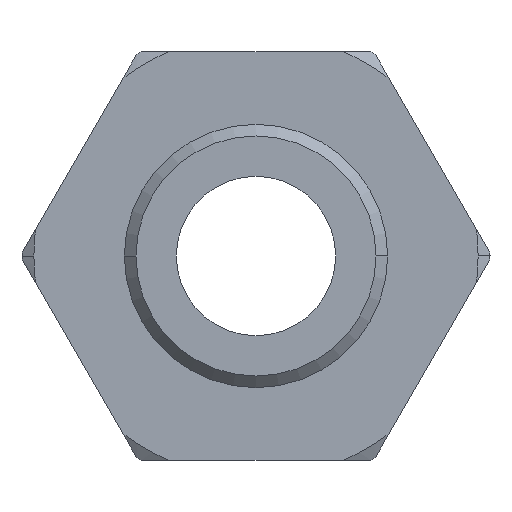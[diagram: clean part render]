
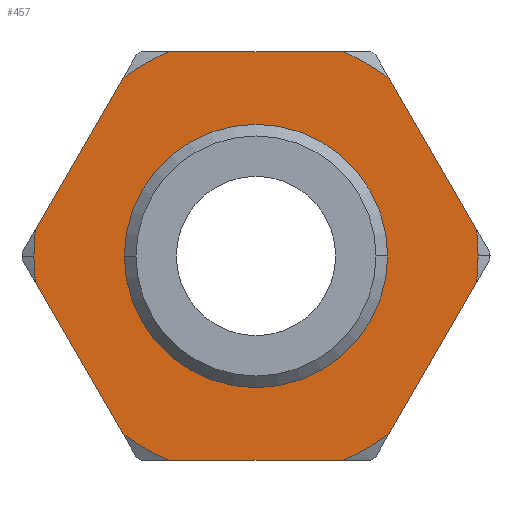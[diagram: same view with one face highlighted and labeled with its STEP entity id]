
A CAD part, left-side view. The second image highlights one B-rep face of the part: STEP entity #457.
In plain terms, the highlighted planar face has unit normal (-1, 0, 0).
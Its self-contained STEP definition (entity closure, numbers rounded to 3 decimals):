
#285 = EDGE_CURVE( '', #565, #451, #796, .T. );
#291 = EDGE_CURVE( '', #379, #313, #802, .T. );
#303 = EDGE_CURVE( '', #451, #379, #815, .T. );
#313 = VERTEX_POINT( '', #826 );
#333 = EDGE_CURVE( '', #367, #709, #850, .T. );
#345 = EDGE_CURVE( '', #537, #699, #862, .T. );
#353 = EDGE_CURVE( '', #681, #537, #870, .T. );
#359 = EDGE_CURVE( '', #709, #493, #877, .T. );
#367 = VERTEX_POINT( '', #885 );
#379 = VERTEX_POINT( '', #897 );
#407 = EDGE_CURVE( '', #569, #693, #927, .T. );
#445 = EDGE_CURVE( '', #719, #681, #972, .T. );
#447 = EDGE_CURVE( '', #637, #367, #974, .T. );
#451 = VERTEX_POINT( '', #978 );
#457 = ADVANCED_FACE( '', ( #986, #987 ), #988, .T. );
#469 = EDGE_CURVE( '', #493, #565, #1000, .T. );
#479 = VERTEX_POINT( '', #1011 );
#491 = EDGE_CURVE( '', #479, #719, #1023, .T. );
#493 = VERTEX_POINT( '', #1025 );
#537 = VERTEX_POINT( '', #1076 );
#543 = EDGE_CURVE( '', #693, #569, #1082, .T. );
#565 = VERTEX_POINT( '', #1110 );
#569 = VERTEX_POINT( '', #1115 );
#623 = EDGE_CURVE( '', #699, #637, #1174, .T. );
#633 = EDGE_CURVE( '', #661, #479, #1185, .T. );
#637 = VERTEX_POINT( '', #1190 );
#661 = VERTEX_POINT( '', #1216 );
#681 = VERTEX_POINT( '', #1237 );
#693 = VERTEX_POINT( '', #1249 );
#699 = VERTEX_POINT( '', #1255 );
#709 = VERTEX_POINT( '', #1266 );
#715 = EDGE_CURVE( '', #313, #661, #1272, .T. );
#719 = VERTEX_POINT( '', #1276 );
#796 = CIRCLE( '', #1374, 22.3 );
#802 = CIRCLE( '', #1381, 22.3 );
#815 = LINE( '', #1396, #1397 );
#826 = CARTESIAN_POINT( '', ( 18., 22.3, 0. ) );
#850 = LINE( '', #1453, #1454 );
#862 = LINE( '', #1482, #1483 );
#870 = CIRCLE( '', #1496, 22.3 );
#877 = CIRCLE( '', #1506, 22.3 );
#885 = CARTESIAN_POINT( '', ( 18., -22.142, 2.649 ) );
#897 = CARTESIAN_POINT( '', ( 18., 22.142, 2.649 ) );
#927 = CIRCLE( '', #1590, 13.22 );
#972 = LINE( '', #1681, #1682 );
#974 = CIRCLE( '', #1685, 22.3 );
#978 = CARTESIAN_POINT( '', ( 18., 13.365, 17.851 ) );
#986 = FACE_OUTER_BOUND( '', #1708, .T. );
#987 = FACE_BOUND( '', #1709, .T. );
#988 = PLANE( '', #1710 );
#1000 = LINE( '', #1727, #1728 );
#1011 = CARTESIAN_POINT( '', ( 18., 13.365, -17.851 ) );
#1023 = CIRCLE( '', #1761, 22.3 );
#1025 = CARTESIAN_POINT( '', ( 18., -8.777, 20.5 ) );
#1076 = CARTESIAN_POINT( '', ( 18., -13.365, -17.851 ) );
#1082 = CIRCLE( '', #1865, 13.22 );
#1110 = CARTESIAN_POINT( '', ( 18., 8.777, 20.5 ) );
#1115 = CARTESIAN_POINT( '', ( 18., 13.22, 0. ) );
#1174 = CIRCLE( '', #1991, 22.3 );
#1185 = LINE( '', #2016, #2017 );
#1190 = CARTESIAN_POINT( '', ( 18., -22.3, 0. ) );
#1216 = CARTESIAN_POINT( '', ( 18., 22.142, -2.649 ) );
#1237 = CARTESIAN_POINT( '', ( 18., -8.777, -20.5 ) );
#1249 = CARTESIAN_POINT( '', ( 18., -13.22, 0. ) );
#1255 = CARTESIAN_POINT( '', ( 18., -22.142, -2.649 ) );
#1266 = CARTESIAN_POINT( '', ( 18., -13.365, 17.851 ) );
#1272 = CIRCLE( '', #2151, 22.3 );
#1276 = CARTESIAN_POINT( '', ( 18., 8.777, -20.5 ) );
#1374 = AXIS2_PLACEMENT_3D( '', #2277, #2278, #2279 );
#1381 = AXIS2_PLACEMENT_3D( '', #2280, #2281, #2282 );
#1396 = CARTESIAN_POINT( '', ( 18., 22.932, 1.28 ) );
#1397 = VECTOR( '', #2294, 1. );
#1453 = CARTESIAN_POINT( '', ( 18., -12.575, 19.22 ) );
#1454 = VECTOR( '', #2339, 1. );
#1482 = CARTESIAN_POINT( '', ( 18., -18.492, -8.97 ) );
#1483 = VECTOR( '', #2345, 1. );
#1496 = AXIS2_PLACEMENT_3D( '', #2348, #2349, #2350 );
#1506 = AXIS2_PLACEMENT_3D( '', #2360, #2361, #2362 );
#1590 = AXIS2_PLACEMENT_3D( '', #2398, #2399, #2400 );
#1681 = CARTESIAN_POINT( '', ( 18., 2.962, -20.5 ) );
#1682 = VECTOR( '', #2467, 1. );
#1685 = AXIS2_PLACEMENT_3D( '', #2468, #2469, #2470 );
#1708 = EDGE_LOOP( '', ( #2495, #2496, #2497, #2498, #2499, #2500, #2501, #2502, #2503, #2504, #2505, #2506, #2507, #2508 ) );
#1709 = EDGE_LOOP( '', ( #2509, #2510 ) );
#1710 = AXIS2_PLACEMENT_3D( '', #2511, #2512, #2513 );
#1727 = CARTESIAN_POINT( '', ( 18., 14.798, 20.5 ) );
#1728 = VECTOR( '', #2516, 1. );
#1761 = AXIS2_PLACEMENT_3D( '', #2537, #2538, #2539 );
#1865 = AXIS2_PLACEMENT_3D( '', #2606, #2607, #2608 );
#1991 = AXIS2_PLACEMENT_3D( '', #2743, #2744, #2745 );
#2016 = CARTESIAN_POINT( '', ( 18., 17.015, -11.53 ) );
#2017 = VECTOR( '', #2758, 1. );
#2151 = AXIS2_PLACEMENT_3D( '', #2821, #2822, #2823 );
#2277 = CARTESIAN_POINT( '', ( 18., 0., 0. ) );
#2278 = DIRECTION( '', ( -1., 0., 0. ) );
#2279 = DIRECTION( '', ( 0., 1., 0. ) );
#2280 = CARTESIAN_POINT( '', ( 18., 0., 0. ) );
#2281 = DIRECTION( '', ( -1., 0., 0. ) );
#2282 = DIRECTION( '', ( 0., 1., 0. ) );
#2294 = DIRECTION( '', ( 0., 0.5, -0.866 ) );
#2339 = DIRECTION( '', ( 0., 0.5, 0.866 ) );
#2345 = DIRECTION( '', ( 0., -0.5, 0.866 ) );
#2348 = CARTESIAN_POINT( '', ( 18., 0., 0. ) );
#2349 = DIRECTION( '', ( -1., 0., 0. ) );
#2350 = DIRECTION( '', ( 0., 1., 0. ) );
#2360 = CARTESIAN_POINT( '', ( 18., 0., 0. ) );
#2361 = DIRECTION( '', ( -1., 0., 0. ) );
#2362 = DIRECTION( '', ( 0., 1., 0. ) );
#2398 = CARTESIAN_POINT( '', ( 18., 0., 0. ) );
#2399 = DIRECTION( '', ( -1., 0., 0. ) );
#2400 = DIRECTION( '', ( 0., 1., 0. ) );
#2467 = DIRECTION( '', ( 0., -1., 0. ) );
#2468 = CARTESIAN_POINT( '', ( 18., 0., 0. ) );
#2469 = DIRECTION( '', ( -1., 0., 0. ) );
#2470 = DIRECTION( '', ( 0., 1., 0. ) );
#2495 = ORIENTED_EDGE( '', *, *, #333, .T. );
#2496 = ORIENTED_EDGE( '', *, *, #359, .T. );
#2497 = ORIENTED_EDGE( '', *, *, #469, .T. );
#2498 = ORIENTED_EDGE( '', *, *, #285, .T. );
#2499 = ORIENTED_EDGE( '', *, *, #303, .T. );
#2500 = ORIENTED_EDGE( '', *, *, #291, .T. );
#2501 = ORIENTED_EDGE( '', *, *, #715, .T. );
#2502 = ORIENTED_EDGE( '', *, *, #633, .T. );
#2503 = ORIENTED_EDGE( '', *, *, #491, .T. );
#2504 = ORIENTED_EDGE( '', *, *, #445, .T. );
#2505 = ORIENTED_EDGE( '', *, *, #353, .T. );
#2506 = ORIENTED_EDGE( '', *, *, #345, .T. );
#2507 = ORIENTED_EDGE( '', *, *, #623, .T. );
#2508 = ORIENTED_EDGE( '', *, *, #447, .T. );
#2509 = ORIENTED_EDGE( '', *, *, #407, .F. );
#2510 = ORIENTED_EDGE( '', *, *, #543, .F. );
#2511 = CARTESIAN_POINT( '', ( 18., 17.76, 0. ) );
#2512 = DIRECTION( '', ( -1., 0., 0. ) );
#2513 = DIRECTION( '', ( 0., 1., 0. ) );
#2516 = DIRECTION( '', ( 0., 1., 0. ) );
#2537 = CARTESIAN_POINT( '', ( 18., 0., 0. ) );
#2538 = DIRECTION( '', ( -1., 0., 0. ) );
#2539 = DIRECTION( '', ( 0., 1., 0. ) );
#2606 = CARTESIAN_POINT( '', ( 18., 0., 0. ) );
#2607 = DIRECTION( '', ( -1., 0., 0. ) );
#2608 = DIRECTION( '', ( 0., 1., 0. ) );
#2743 = CARTESIAN_POINT( '', ( 18., 0., 0. ) );
#2744 = DIRECTION( '', ( -1., 0., 0. ) );
#2745 = DIRECTION( '', ( 0., 1., 0. ) );
#2758 = DIRECTION( '', ( 0., -0.5, -0.866 ) );
#2821 = CARTESIAN_POINT( '', ( 18., 0., 0. ) );
#2822 = DIRECTION( '', ( -1., 0., 0. ) );
#2823 = DIRECTION( '', ( 0., 1., 0. ) );
